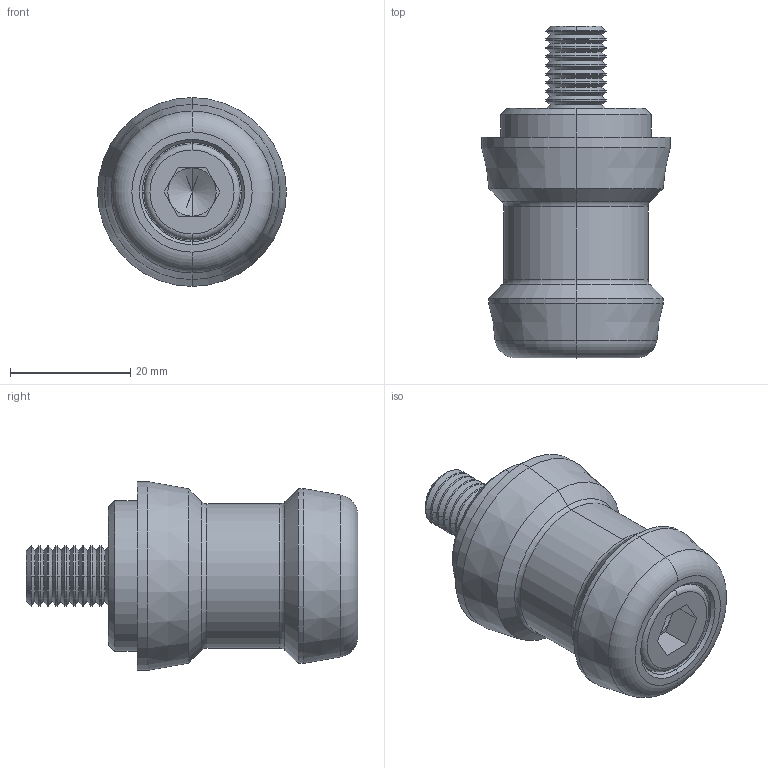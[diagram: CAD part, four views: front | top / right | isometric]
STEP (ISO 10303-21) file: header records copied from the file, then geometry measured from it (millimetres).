
FILE_DESCRIPTION (( 'STEP AP214' ), '1' );
FILE_NAME ('Q20S嶺隊.STEP', '2020-08-06T00:46:16', ( 'Dell' ), ( 'Dell' ), 'SwSTEP 2.0', 'SolidWorks 2018', '' );
FILE_SCHEMA (( 'AUTOMOTIVE_DESIGN' ));
Length unit declared in the file: millimetre
Products named in the file (3): Q20S嶺隊; socket head cap screw_din_DIN 912 M10 x 45 --- 32S; 畛醫俓嶺間1
Assembly tree (2 placements, depth 2):
  Q20S嶺隊
    畛醫俓嶺間1
    socket head cap screw_din_DIN 912 M10 x 45 --- 32S
Bounding box: 31.4 x 55.2 x 31.4 mm (x, y, z)
Volume: 22823.6 mm3; surface area: 9134 mm2
Topology: 2 solids, 2 shells, 203 faces, 498 edges, 303 vertices
Faces by surface type: cone 108, cylinder 64, plane 21, torus 10
Entity records: 6162 total; most frequent: DIRECTION 1212, CARTESIAN_POINT 1007, ORIENTED_EDGE 992, AXIS2_PLACEMENT_3D 508, EDGE_CURVE 496, VERTEX_POINT 303, CIRCLE 300, EDGE_LOOP 211
